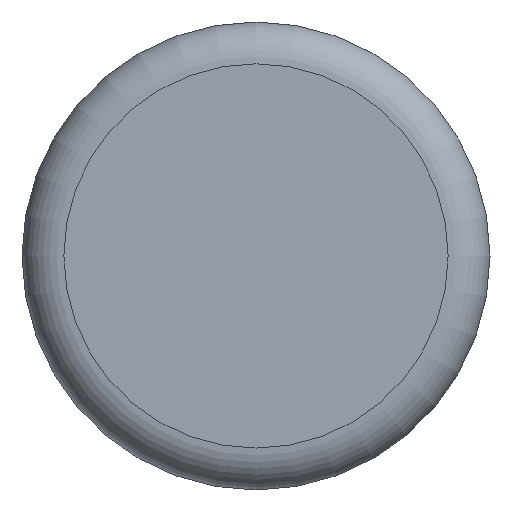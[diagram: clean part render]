
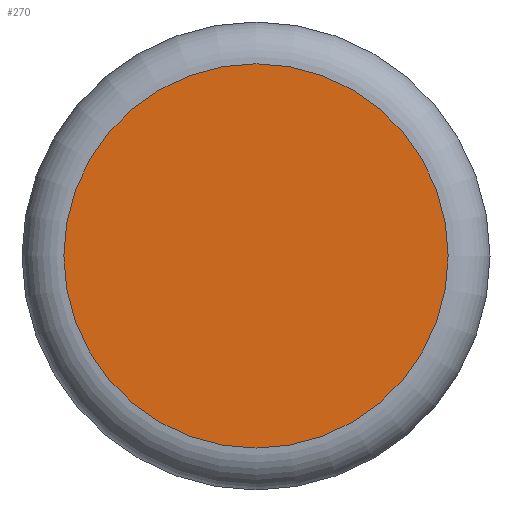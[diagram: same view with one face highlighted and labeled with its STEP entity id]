
A CAD part, top view. The second image highlights one B-rep face of the part: STEP entity #270.
In plain terms, the highlighted planar face has unit normal (0, 0, 1).
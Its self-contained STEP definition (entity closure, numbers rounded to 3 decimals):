
#270 = ADVANCED_FACE( '', ( #616 ), #617, .F. );
#616 = FACE_OUTER_BOUND( '', #1094, .T. );
#617 = PLANE( '', #1095 );
#1094 = EDGE_LOOP( '', ( #2611 ) );
#1095 = AXIS2_PLACEMENT_3D( '', #2612, #2613, #2614 );
#2611 = ORIENTED_EDGE( '', *, *, #3113, .T. );
#2612 = CARTESIAN_POINT( '', ( 0., -14., 105. ) );
#2613 = DIRECTION( '', ( 0., 0., -1. ) );
#2614 = DIRECTION( '', ( 1., 0., 0. ) );
#3113 = EDGE_CURVE( '', #3522, #3522, #3523, .F. );
#3522 = VERTEX_POINT( '', #4104 );
#3523 = CIRCLE( '', #4105, 11.481 );
#4104 = CARTESIAN_POINT( '', ( 11.481, 0., 105. ) );
#4105 = AXIS2_PLACEMENT_3D( '', #5319, #5320, #5321 );
#5319 = CARTESIAN_POINT( '', ( 0., 0., 105. ) );
#5320 = DIRECTION( '', ( 0., 0., -1. ) );
#5321 = DIRECTION( '', ( 1., 0., 0. ) );
